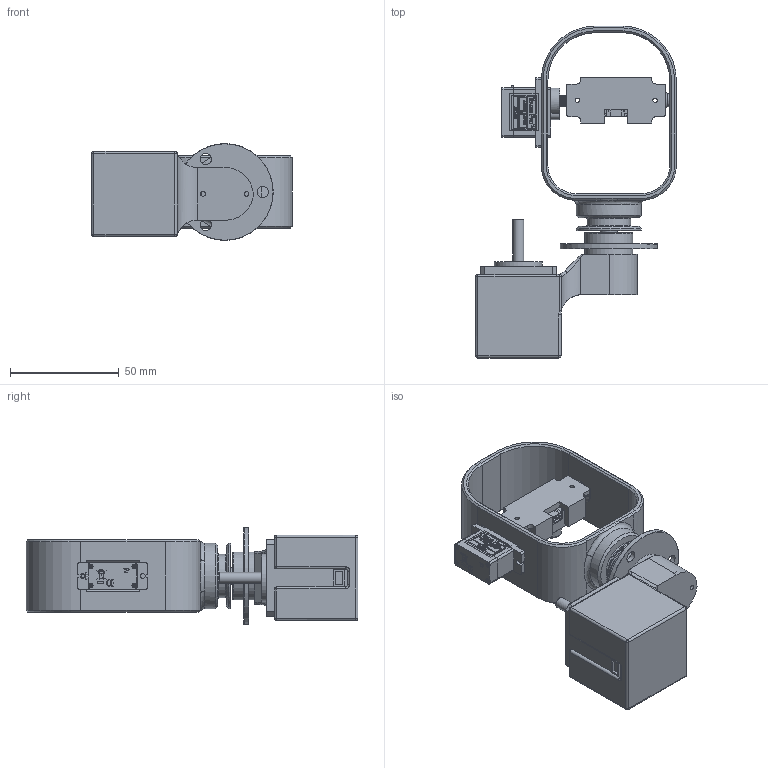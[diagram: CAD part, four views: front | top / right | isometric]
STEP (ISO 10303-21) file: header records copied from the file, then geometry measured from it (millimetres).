
FILE_DESCRIPTION(/* description */ (''),/* implementation_level */ '2;1');
FILE_NAME(/* name */ '3D Lidar Assembly v7.step',/* time_stamp */ '2019-06-20T21:25:50-07:00',/* author */ (''),/* organization */ (''),/* preprocessor_version */ 'ST-DEVELOPER v18',/* originating_system */ 'Autodesk Translation Framework v8.2.0.1029',/* authorisation */ '');
FILE_SCHEMA (('AUTOMOTIVE_DESIGN { 1 0 10303 214 3 1 1 }'));
Products named in the file (38): 3D Lidar Assembly; StepperSlipRingMount; NEMA14 Stepper Motor; StepperBeltDisc; MSC_22-08A-SLIP_RING_HOUSING; MSC_22-08A-SLIP_RING_HOUSING_1; Part2; Part2 (1); Part2 (2); Part2 (3); Part2 (4); Part2 (5); Part2 (6); Part2 (7); Part2 (8); Part2 (9); Part2 (10); Part2 (11); Part2 (12); Part2 (13); Part2 (14); Part2 (15); servoMount; SG90 - Micro Servo 9g - Tower Pro; SG90 - Micro Servo 9g - Tower Pro_1; SG90 - Micro Servo 9g - Tower Pro (1); SG90 - Micro Servo 9g - Tower Pro (2); SG90 - Micro Servo 9g - Tower Pro (3); SG90 - Micro Servo 9g - Tower Pro (4); SG90 - Micro Servo 9g - Tower Pro (5); LiDAR Benewake TFMini; LiDAR Benewake TFMini_1; Lente Grande; Lente Pequena; SM04B-GHS-TB; Chipset; Adesivo; lidarMount
Assembly tree (38 placements, depth 3):
  3D Lidar Assembly
    StepperSlipRingMount
    NEMA14 Stepper Motor
    StepperBeltDisc
    MSC_22-08A-SLIP_RING_HOUSING
      MSC_22-08A-SLIP_RING_HOUSING_1
      Part2
      Part2 (1)
      Part2 (2)
      Part2 (3)
      Part2 (4)
      Part2 (5)
      Part2 (6)
      Part2 (7)
      Part2 (8)
      Part2 (9)
      Part2 (10)
      Part2 (11)
      Part2 (12)
      Part2 (13)
      Part2 (14)
      Part2 (15)
    servoMount
    SG90 - Micro Servo 9g - Tower Pro
      SG90 - Micro Servo 9g - Tower Pro_1
      SG90 - Micro Servo 9g - Tower Pro (1)
      SG90 - Micro Servo 9g - Tower Pro (2)
      SG90 - Micro Servo 9g - Tower Pro (3)
      SG90 - Micro Servo 9g - Tower Pro (4)  x2
      SG90 - Micro Servo 9g - Tower Pro (5)
    LiDAR Benewake TFMini
      LiDAR Benewake TFMini_1
      Lente Grande
      Lente Pequena
      SM04B-GHS-TB
      Chipset
      Adesivo
    lidarMount
Bounding box: 92.15 x 152.42 x 44.5 mm (x, y, z)
Volume: 128175.4 mm3; surface area: 63607.5 mm2
Topology: 35 solids, 35 shells, 1351 faces, 4034 edges, 2868 vertices
Faces by surface type: plane 909, cylinder 265, bspline 63, torus 59, cone 45, sphere 10
Full cylindrical faces by diameter (mm): 0.2 x1, 0.5 x1, 1 x3, 1.2 x8, 1.6 x2, 1.8 x4, 2 x7, 2.159 x1, 2.2 x4, 2.388 x4, 2.6 x2, 3 x1, 4 x1, 5 x3, 5.2 x3, 6 x1, 7.6 x1, 7.8 x1, 8.1 x1, 8.4 x1, 9.398 x1, 9.4 x1, 10.16 x1, 17.5 x1, 19.5 x1, 20 x1, 21.946 x1, 22 x2, 22.2 x1, 30 x2
Entity records: 55747 total; most frequent: CARTESIAN_POINT 17995, ORIENTED_EDGE 8040, DIRECTION 6839, EDGE_CURVE 4020, VERTEX_POINT 2868, LINE 2541, VECTOR 2541, AXIS2_PLACEMENT_3D 2149
